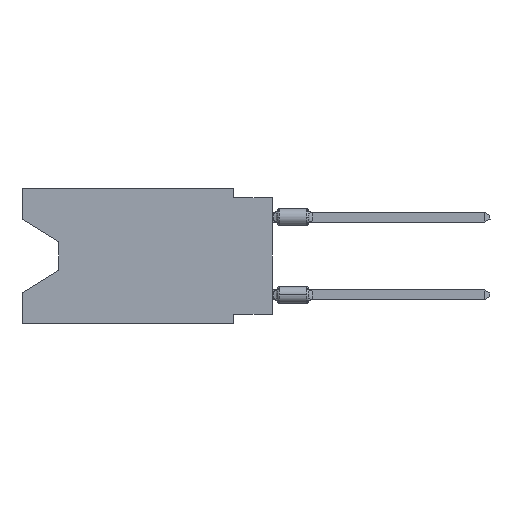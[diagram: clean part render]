
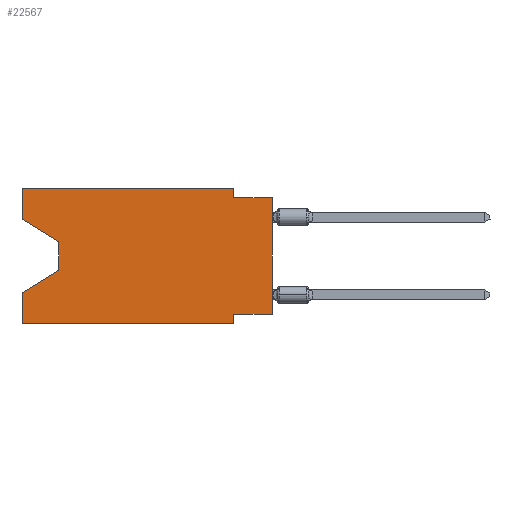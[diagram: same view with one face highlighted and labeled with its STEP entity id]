
A CAD part, left-side view. The second image highlights one B-rep face of the part: STEP entity #22567.
In plain terms, the highlighted planar face has unit normal (-1, 0, 0).
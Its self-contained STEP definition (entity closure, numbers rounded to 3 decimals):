
#242 = LINE ( 'NONE', #60755, #67812 ) ;
#281 = ORIENTED_EDGE ( 'NONE', *, *, #8112, .F. ) ;
#2816 = VECTOR ( 'NONE', #11927, 1000. ) ;
#4633 = VERTEX_POINT ( 'NONE', #22852 ) ;
#4789 = DIRECTION ( 'NONE',  ( 0., 0., -1. ) ) ;
#6628 = LINE ( 'NONE', #23422, #14023 ) ;
#7166 = CARTESIAN_POINT ( 'NONE',  ( 0., 13.97, -5.385 ) ) ;
#7247 = CARTESIAN_POINT ( 'NONE',  ( 0., 2.54, 0. ) ) ;
#7546 = LINE ( 'NONE', #46245, #37599 ) ;
#8112 = EDGE_CURVE ( 'NONE', #60569, #4633, #47148, .T. ) ;
#8747 = ORIENTED_EDGE ( 'NONE', *, *, #61270, .T. ) ;
#8835 = LINE ( 'NONE', #20163, #43759 ) ;
#9763 = VERTEX_POINT ( 'NONE', #55945 ) ;
#10617 = LINE ( 'NONE', #49681, #24139 ) ;
#11392 = VERTEX_POINT ( 'NONE', #31371 ) ;
#11593 = DIRECTION ( 'NONE',  ( 0., 0., -1. ) ) ;
#11927 = DIRECTION ( 'NONE',  ( 0., -1., 0. ) ) ;
#12430 = VECTOR ( 'NONE', #29159, 1000. ) ;
#14023 = VECTOR ( 'NONE', #39125, 1000. ) ;
#15208 = DIRECTION ( 'NONE',  ( 0., 1., 0. ) ) ;
#15649 = VECTOR ( 'NONE', #41201, 1000. ) ;
#16720 = ORIENTED_EDGE ( 'NONE', *, *, #43223, .F. ) ;
#18941 = CARTESIAN_POINT ( 'NONE',  ( 0., 16.383, -8.89 ) ) ;
#19289 = VERTEX_POINT ( 'NONE', #62437 ) ;
#20163 = CARTESIAN_POINT ( 'NONE',  ( 0., 0., -0.635 ) ) ;
#20250 = VERTEX_POINT ( 'NONE', #51710 ) ;
#20373 = EDGE_CURVE ( 'NONE', #66009, #66436, #37821, .T. ) ;
#21434 = ORIENTED_EDGE ( 'NONE', *, *, #37988, .F. ) ;
#22567 = ADVANCED_FACE ( 'NONE', ( #37644 ), #38005, .F. ) ;
#22852 = CARTESIAN_POINT ( 'NONE',  ( 0., 16.383, -6.852 ) ) ;
#23422 = CARTESIAN_POINT ( 'NONE',  ( 0., 16.383, 0. ) ) ;
#24139 = VECTOR ( 'NONE', #56569, 1000. ) ;
#24581 = LINE ( 'NONE', #69425, #60526 ) ;
#26406 = EDGE_CURVE ( 'NONE', #36698, #38222, #7546, .T. ) ;
#26828 = ORIENTED_EDGE ( 'NONE', *, *, #26406, .T. ) ;
#27735 = EDGE_CURVE ( 'NONE', #60569, #60841, #68899, .T. ) ;
#28099 = CARTESIAN_POINT ( 'NONE',  ( 0., 13.97, -5.385 ) ) ;
#28179 = EDGE_CURVE ( 'NONE', #9763, #20250, #39695, .T. ) ;
#29159 = DIRECTION ( 'NONE',  ( 0., 0., -1. ) ) ;
#30372 = DIRECTION ( 'NONE',  ( 0., 0., 1. ) ) ;
#30752 = DIRECTION ( 'NONE',  ( 0., -1., 0. ) ) ;
#31003 = EDGE_CURVE ( 'NONE', #38222, #4633, #50701, .T. ) ;
#31371 = CARTESIAN_POINT ( 'NONE',  ( 0., 0., -0.635 ) ) ;
#31460 = CARTESIAN_POINT ( 'NONE',  ( 0., 0., -8.255 ) ) ;
#32354 = ORIENTED_EDGE ( 'NONE', *, *, #50475, .F. ) ;
#34643 = LINE ( 'NONE', #7247, #12430 ) ;
#36268 = DIRECTION ( 'NONE',  ( 0., -0.855, -0.519 ) ) ;
#36305 = EDGE_CURVE ( 'NONE', #67824, #36698, #24581, .T. ) ;
#36698 = VERTEX_POINT ( 'NONE', #65106 ) ;
#37599 = VECTOR ( 'NONE', #11593, 1000. ) ;
#37644 = FACE_OUTER_BOUND ( 'NONE', #56553, .T. ) ;
#37821 = LINE ( 'NONE', #65869, #58833 ) ;
#37988 = EDGE_CURVE ( 'NONE', #20250, #19289, #34643, .T. ) ;
#38005 = PLANE ( 'NONE',  #63863 ) ;
#38222 = VERTEX_POINT ( 'NONE', #7166 ) ;
#38458 = CARTESIAN_POINT ( 'NONE',  ( 0., 16.383, -8.89 ) ) ;
#39125 = DIRECTION ( 'NONE',  ( 0., 0., 1. ) ) ;
#39695 = LINE ( 'NONE', #61903, #2816 ) ;
#40270 = ORIENTED_EDGE ( 'NONE', *, *, #28179, .F. ) ;
#41201 = DIRECTION ( 'NONE',  ( 0., -1., 0. ) ) ;
#43124 = DIRECTION ( 'NONE',  ( 1., 0., 0. ) ) ;
#43223 = EDGE_CURVE ( 'NONE', #19289, #11392, #8835, .T. ) ;
#43759 = VECTOR ( 'NONE', #30752, 1000. ) ;
#46245 = CARTESIAN_POINT ( 'NONE',  ( 0., 13.97, -3.505 ) ) ;
#47148 = LINE ( 'NONE', #58066, #68354 ) ;
#47569 = EDGE_CURVE ( 'NONE', #67824, #9763, #6628, .T. ) ;
#49681 = CARTESIAN_POINT ( 'NONE',  ( 0., 2.54, -8.89 ) ) ;
#50475 = EDGE_CURVE ( 'NONE', #66436, #60841, #10617, .T. ) ;
#50701 = LINE ( 'NONE', #28099, #57926 ) ;
#51068 = ORIENTED_EDGE ( 'NONE', *, *, #36305, .T. ) ;
#51710 = CARTESIAN_POINT ( 'NONE',  ( 0., 2.54, 0. ) ) ;
#54938 = DIRECTION ( 'NONE',  ( 0., 0., 1. ) ) ;
#55574 = ORIENTED_EDGE ( 'NONE', *, *, #27735, .T. ) ;
#55945 = CARTESIAN_POINT ( 'NONE',  ( 0., 16.383, 0. ) ) ;
#56553 = EDGE_LOOP ( 'NONE', ( #51068, #26828, #65463, #281, #55574, #32354, #63269, #8747, #16720, #21434, #40270, #60155 ) ) ;
#56569 = DIRECTION ( 'NONE',  ( 0., 0., -1. ) ) ;
#57926 = VECTOR ( 'NONE', #63061, 1000. ) ;
#58066 = CARTESIAN_POINT ( 'NONE',  ( 0., 16.383, 0. ) ) ;
#58833 = VECTOR ( 'NONE', #15208, 1000. ) ;
#60155 = ORIENTED_EDGE ( 'NONE', *, *, #47569, .F. ) ;
#60526 = VECTOR ( 'NONE', #36268, 1000. ) ;
#60569 = VERTEX_POINT ( 'NONE', #38458 ) ;
#60755 = CARTESIAN_POINT ( 'NONE',  ( 0., 0., 0. ) ) ;
#60841 = VERTEX_POINT ( 'NONE', #64972 ) ;
#61270 = EDGE_CURVE ( 'NONE', #66009, #11392, #242, .T. ) ;
#61903 = CARTESIAN_POINT ( 'NONE',  ( 0., 16.383, 0. ) ) ;
#62437 = CARTESIAN_POINT ( 'NONE',  ( 0., 2.54, -0.635 ) ) ;
#63061 = DIRECTION ( 'NONE',  ( 0., 0.855, -0.519 ) ) ;
#63269 = ORIENTED_EDGE ( 'NONE', *, *, #20373, .F. ) ;
#63333 = CARTESIAN_POINT ( 'NONE',  ( 0., 2.54, -8.255 ) ) ;
#63863 = AXIS2_PLACEMENT_3D ( 'NONE', #71176, #43124, #4789 ) ;
#64972 = CARTESIAN_POINT ( 'NONE',  ( 0., 2.54, -8.89 ) ) ;
#65106 = CARTESIAN_POINT ( 'NONE',  ( 0., 13.97, -3.505 ) ) ;
#65463 = ORIENTED_EDGE ( 'NONE', *, *, #31003, .T. ) ;
#65869 = CARTESIAN_POINT ( 'NONE',  ( 0., 0., -8.255 ) ) ;
#66009 = VERTEX_POINT ( 'NONE', #31460 ) ;
#66436 = VERTEX_POINT ( 'NONE', #63333 ) ;
#67812 = VECTOR ( 'NONE', #54938, 1000. ) ;
#67824 = VERTEX_POINT ( 'NONE', #71703 ) ;
#68354 = VECTOR ( 'NONE', #30372, 1000. ) ;
#68899 = LINE ( 'NONE', #18941, #15649 ) ;
#69425 = CARTESIAN_POINT ( 'NONE',  ( 0., 16.383, -2.038 ) ) ;
#71176 = CARTESIAN_POINT ( 'NONE',  ( 0., 16.383, 0. ) ) ;
#71703 = CARTESIAN_POINT ( 'NONE',  ( 0., 16.383, -2.038 ) ) ;
